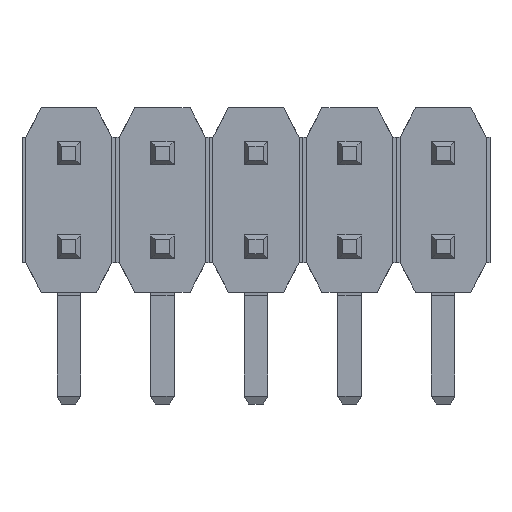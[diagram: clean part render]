
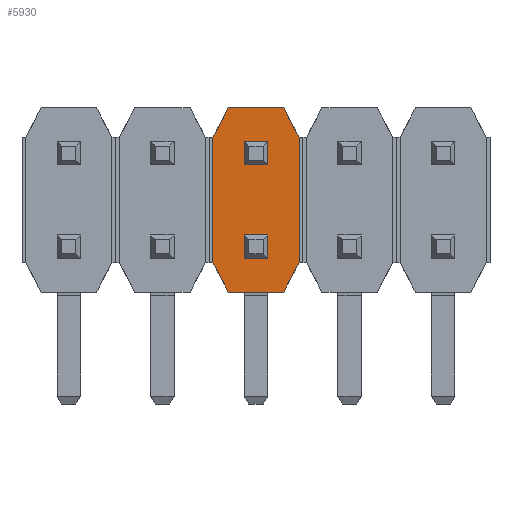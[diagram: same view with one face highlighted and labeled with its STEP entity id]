
A CAD part, front view. The second image highlights one B-rep face of the part: STEP entity #5930.
In plain terms, the highlighted planar face has unit normal (0, -1, 0).
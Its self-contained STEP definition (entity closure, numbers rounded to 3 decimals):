
#317=FACE_BOUND('',#861,.T.);
#318=FACE_BOUND('',#862,.T.);
#520=FACE_OUTER_BOUND('',#860,.T.);
#860=EDGE_LOOP('',(#4755,#4756,#4757,#4758,#4759,#4760,#4761,#4762));
#861=EDGE_LOOP('',(#4763,#4764,#4765,#4766));
#862=EDGE_LOOP('',(#4767,#4768,#4769,#4770));
#1336=LINE('',#8671,#2096);
#1345=LINE('',#8693,#2105);
#1350=LINE('',#8703,#2110);
#1353=LINE('',#8708,#2113);
#1380=LINE('',#8769,#2140);
#1389=LINE('',#8791,#2149);
#1394=LINE('',#8801,#2154);
#1397=LINE('',#8806,#2157);
#1435=LINE('',#8889,#2195);
#1445=LINE('',#8909,#2205);
#1450=LINE('',#8918,#2210);
#1457=LINE('',#8931,#2217);
#1459=LINE('',#8934,#2219);
#1460=LINE('',#8936,#2220);
#1461=LINE('',#8937,#2221);
#1462=LINE('',#8938,#2222);
#2096=VECTOR('',#7094,0.64);
#2105=VECTOR('',#7111,0.64);
#2110=VECTOR('',#7120,0.64);
#2113=VECTOR('',#7125,0.64);
#2140=VECTOR('',#7190,0.64);
#2149=VECTOR('',#7207,0.64);
#2154=VECTOR('',#7216,0.64);
#2157=VECTOR('',#7221,0.64);
#2195=VECTOR('',#7303,0.904);
#2205=VECTOR('',#7319,0.904);
#2210=VECTOR('',#7328,0.904);
#2217=VECTOR('',#7343,0.904);
#2219=VECTOR('',#7347,1.5);
#2220=VECTOR('',#7350,3.4);
#2221=VECTOR('',#7351,3.4);
#2222=VECTOR('',#7352,1.5);
#2750=VERTEX_POINT('',#8669);
#2751=VERTEX_POINT('',#8670);
#2760=VERTEX_POINT('',#8692);
#2763=VERTEX_POINT('',#8702);
#2778=VERTEX_POINT('',#8767);
#2779=VERTEX_POINT('',#8768);
#2788=VERTEX_POINT('',#8790);
#2791=VERTEX_POINT('',#8800);
#2814=VERTEX_POINT('',#8886);
#2815=VERTEX_POINT('',#8888);
#2821=VERTEX_POINT('',#8906);
#2822=VERTEX_POINT('',#8908);
#2823=VERTEX_POINT('',#8915);
#2824=VERTEX_POINT('',#8917);
#2825=VERTEX_POINT('',#8928);
#2826=VERTEX_POINT('',#8930);
#3372=EDGE_CURVE('',#2750,#2751,#1336,.T.);
#3383=EDGE_CURVE('',#2751,#2760,#1345,.T.);
#3388=EDGE_CURVE('',#2763,#2750,#1350,.T.);
#3391=EDGE_CURVE('',#2760,#2763,#1353,.T.);
#3420=EDGE_CURVE('',#2778,#2779,#1380,.T.);
#3431=EDGE_CURVE('',#2779,#2788,#1389,.T.);
#3436=EDGE_CURVE('',#2791,#2778,#1394,.T.);
#3439=EDGE_CURVE('',#2788,#2791,#1397,.T.);
#3479=EDGE_CURVE('',#2815,#2814,#1435,.T.);
#3489=EDGE_CURVE('',#2822,#2821,#1445,.T.);
#3494=EDGE_CURVE('',#2824,#2823,#1450,.T.);
#3501=EDGE_CURVE('',#2826,#2825,#1457,.T.);
#3503=EDGE_CURVE('',#2814,#2826,#1459,.T.);
#3504=EDGE_CURVE('',#2815,#2821,#1460,.T.);
#3505=EDGE_CURVE('',#2824,#2825,#1461,.T.);
#3506=EDGE_CURVE('',#2823,#2822,#1462,.T.);
#4755=ORIENTED_EDGE('',*,*,#3504,.F.);
#4756=ORIENTED_EDGE('',*,*,#3479,.T.);
#4757=ORIENTED_EDGE('',*,*,#3503,.T.);
#4758=ORIENTED_EDGE('',*,*,#3501,.T.);
#4759=ORIENTED_EDGE('',*,*,#3505,.F.);
#4760=ORIENTED_EDGE('',*,*,#3494,.T.);
#4761=ORIENTED_EDGE('',*,*,#3506,.T.);
#4762=ORIENTED_EDGE('',*,*,#3489,.T.);
#4763=ORIENTED_EDGE('',*,*,#3420,.T.);
#4764=ORIENTED_EDGE('',*,*,#3431,.T.);
#4765=ORIENTED_EDGE('',*,*,#3439,.T.);
#4766=ORIENTED_EDGE('',*,*,#3436,.T.);
#4767=ORIENTED_EDGE('',*,*,#3372,.T.);
#4768=ORIENTED_EDGE('',*,*,#3383,.T.);
#4769=ORIENTED_EDGE('',*,*,#3391,.T.);
#4770=ORIENTED_EDGE('',*,*,#3388,.T.);
#5608=PLANE('',#6303);
#5930=ADVANCED_FACE('',(#520,#317,#318),#5608,.T.);
#6303=AXIS2_PLACEMENT_3D('',#8935,#7348,#7349);
#7094=DIRECTION('',(0.,0.,-1.));
#7111=DIRECTION('',(-1.,0.,0.));
#7120=DIRECTION('',(1.,0.,0.));
#7125=DIRECTION('',(0.,0.,1.));
#7190=DIRECTION('',(0.,0.,-1.));
#7207=DIRECTION('',(-1.,0.,0.));
#7216=DIRECTION('',(1.,0.,0.));
#7221=DIRECTION('',(0.,0.,1.));
#7303=DIRECTION('',(-0.465,0.,0.885));
#7319=DIRECTION('',(0.465,0.,0.885));
#7328=DIRECTION('',(0.465,0.,-0.885));
#7343=DIRECTION('',(-0.465,0.,-0.885));
#7347=DIRECTION('',(-1.,0.,0.));
#7348=DIRECTION('center_axis',(0.,-1.,0.));
#7349=DIRECTION('ref_axis',(-1.,0.,0.));
#7350=DIRECTION('',(0.,0.,-1.));
#7351=DIRECTION('',(0.,0.,1.));
#7352=DIRECTION('',(1.,0.,0.));
#8669=CARTESIAN_POINT('',(5.4,-2.54,-0.95));
#8670=CARTESIAN_POINT('',(5.4,-2.54,-1.59));
#8671=CARTESIAN_POINT('',(5.4,-2.54,-0.95));
#8692=CARTESIAN_POINT('',(4.76,-2.54,-1.59));
#8693=CARTESIAN_POINT('',(5.4,-2.54,-1.59));
#8702=CARTESIAN_POINT('',(4.76,-2.54,-0.95));
#8703=CARTESIAN_POINT('',(4.76,-2.54,-0.95));
#8708=CARTESIAN_POINT('',(4.76,-2.54,-1.59));
#8767=CARTESIAN_POINT('',(5.4,-2.54,1.59));
#8768=CARTESIAN_POINT('',(5.4,-2.54,0.95));
#8769=CARTESIAN_POINT('',(5.4,-2.54,1.59));
#8790=CARTESIAN_POINT('',(4.76,-2.54,0.95));
#8791=CARTESIAN_POINT('',(5.4,-2.54,0.95));
#8800=CARTESIAN_POINT('',(4.76,-2.54,1.59));
#8801=CARTESIAN_POINT('',(4.76,-2.54,1.59));
#8806=CARTESIAN_POINT('',(4.76,-2.54,0.95));
#8886=CARTESIAN_POINT('',(5.83,-2.54,2.5));
#8888=CARTESIAN_POINT('',(6.25,-2.54,1.7));
#8889=CARTESIAN_POINT('',(6.25,-2.54,1.7));
#8906=CARTESIAN_POINT('',(6.25,-2.54,-1.7));
#8908=CARTESIAN_POINT('',(5.83,-2.54,-2.5));
#8909=CARTESIAN_POINT('',(5.83,-2.54,-2.5));
#8915=CARTESIAN_POINT('',(4.33,-2.54,-2.5));
#8917=CARTESIAN_POINT('',(3.91,-2.54,-1.7));
#8918=CARTESIAN_POINT('',(3.91,-2.54,-1.7));
#8928=CARTESIAN_POINT('',(3.91,-2.54,1.7));
#8930=CARTESIAN_POINT('',(4.33,-2.54,2.5));
#8931=CARTESIAN_POINT('',(4.33,-2.54,2.5));
#8934=CARTESIAN_POINT('',(5.83,-2.54,2.5));
#8935=CARTESIAN_POINT('Origin',(5.08,-2.54,0.));
#8936=CARTESIAN_POINT('',(6.25,-2.54,1.7));
#8937=CARTESIAN_POINT('',(3.91,-2.54,-1.7));
#8938=CARTESIAN_POINT('',(4.33,-2.54,-2.5));
